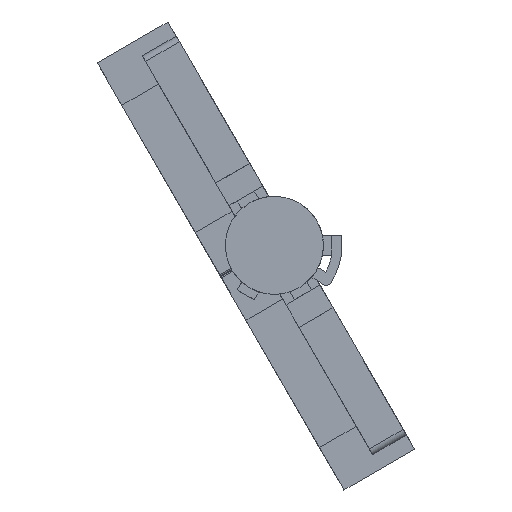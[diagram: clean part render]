
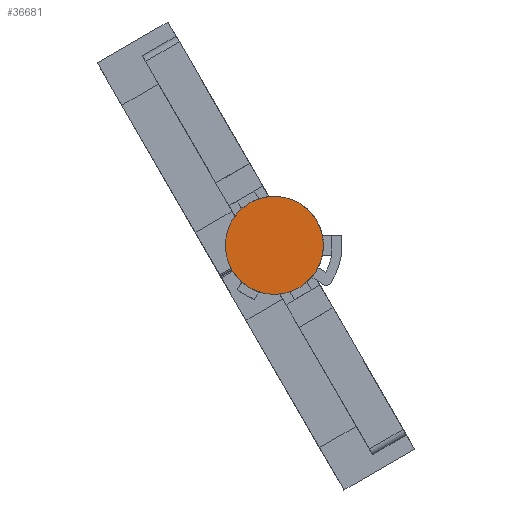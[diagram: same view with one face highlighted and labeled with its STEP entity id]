
A CAD part, front view. The second image highlights one B-rep face of the part: STEP entity #36681.
In plain terms, the highlighted planar face has unit normal (0, -1, 0).
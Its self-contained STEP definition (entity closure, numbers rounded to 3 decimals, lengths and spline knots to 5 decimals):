
#73=PLANE('',#38513);
#1344=FACE_OUTER_BOUND('',#3146,.T.);
#3146=EDGE_LOOP('',(#23697));
#13598=CIRCLE('',#38510,0.59055);
#14684=VERTEX_POINT('',#51470);
#18280=EDGE_CURVE('',#14684,#14684,#13598,.T.);
#23697=ORIENTED_EDGE('',*,*,#18280,.F.);
#36681=ADVANCED_FACE('',(#1344),#73,.F.);
#38510=AXIS2_PLACEMENT_3D('',#51472,#41440,#41441);
#38513=AXIS2_PLACEMENT_3D('',#51476,#41447,#41448);
#41440=DIRECTION('center_axis',(0.,1.,0.));
#41441=DIRECTION('ref_axis',(-1.,0.,0.));
#41447=DIRECTION('center_axis',(0.,1.,0.));
#41448=DIRECTION('ref_axis',(0.,0.,
1.));
#51470=CARTESIAN_POINT('',(0.59055,-0.77523,0.));
#51472=CARTESIAN_POINT('Origin',(0.,-0.77523,
0.));
#51476=CARTESIAN_POINT('Origin',(0.,-0.77523,
0.));
